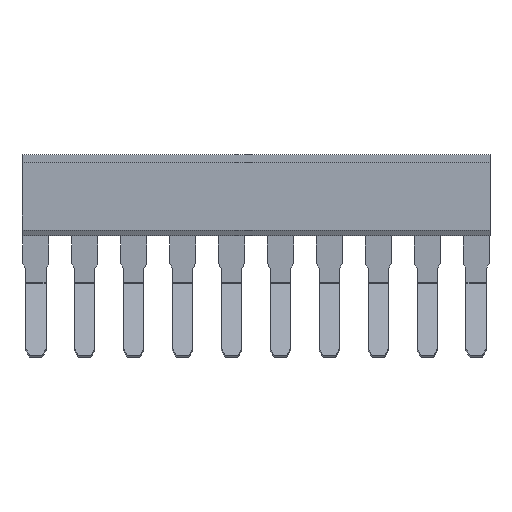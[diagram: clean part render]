
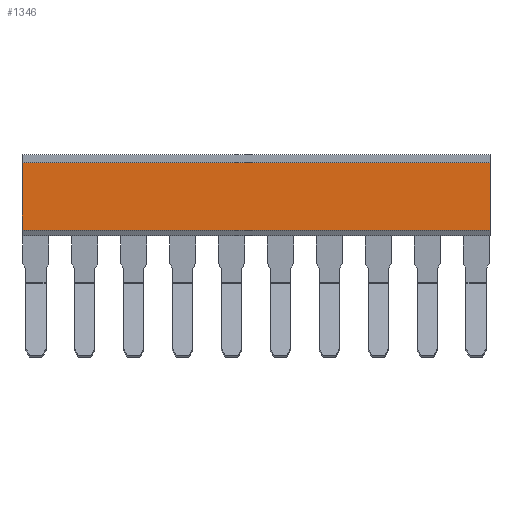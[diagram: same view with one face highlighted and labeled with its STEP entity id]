
A CAD part, top view. The second image highlights one B-rep face of the part: STEP entity #1346.
In plain terms, the highlighted planar face has unit normal (0, 0, 1).
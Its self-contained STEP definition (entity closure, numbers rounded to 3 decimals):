
#165 = DIRECTION ( 'NONE',  ( 0., 0., 1. ) ) ;
#359 = EDGE_CURVE ( 'NONE', #7008, #4929, #6154, .T. ) ;
#466 = ORIENTED_EDGE ( 'NONE', *, *, #359, .T. ) ;
#746 = PLANE ( 'NONE',  #5447 ) ;
#797 = CARTESIAN_POINT ( 'NONE',  ( -45.322, 16.76, 0.358 ) ) ;
#840 = VECTOR ( 'NONE', #1380, 1000. ) ;
#877 = VERTEX_POINT ( 'NONE', #6817 ) ;
#1187 = LINE ( 'NONE', #797, #840 ) ;
#1346 = ADVANCED_FACE ( 'NONE', ( #5282 ), #746, .T. ) ;
#1380 = DIRECTION ( 'NONE',  ( 1., 0., 0. ) ) ;
#1799 = DIRECTION ( 'NONE',  ( 0., -1., 0. ) ) ;
#1850 = DIRECTION ( 'NONE',  ( 1., 0., 0. ) ) ;
#3779 = LINE ( 'NONE', #5219, #6735 ) ;
#3893 = DIRECTION ( 'NONE',  ( 0., -1., 0. ) ) ;
#3957 = LINE ( 'NONE', #5278, #6895 ) ;
#3990 = ORIENTED_EDGE ( 'NONE', *, *, #6427, .T. ) ;
#4082 = EDGE_LOOP ( 'NONE', ( #4819, #5008, #466, #3990 ) ) ;
#4164 = CARTESIAN_POINT ( 'NONE',  ( 22.387, 16.76, 0.358 ) ) ;
#4237 = DIRECTION ( 'NONE',  ( 1., 0., 0. ) ) ;
#4441 = EDGE_CURVE ( 'NONE', #4651, #877, #3779, .T. ) ;
#4651 = VERTEX_POINT ( 'NONE', #4164 ) ;
#4819 = ORIENTED_EDGE ( 'NONE', *, *, #4441, .F. ) ;
#4929 = VERTEX_POINT ( 'NONE', #6588 ) ;
#5008 = ORIENTED_EDGE ( 'NONE', *, *, #6802, .F. ) ;
#5219 = CARTESIAN_POINT ( 'NONE',  ( 22.387, 16.76, 0.358 ) ) ;
#5278 = CARTESIAN_POINT ( 'NONE',  ( -45.322, 8.503, 0.358 ) ) ;
#5282 = FACE_OUTER_BOUND ( 'NONE', #4082, .T. ) ;
#5447 = AXIS2_PLACEMENT_3D ( 'NONE', #6446, #165, #4237 ) ;
#6058 = VECTOR ( 'NONE', #3893, 1000. ) ;
#6077 = CARTESIAN_POINT ( 'NONE',  ( -35.013, 16.76, 0.358 ) ) ;
#6154 = LINE ( 'NONE', #6077, #6058 ) ;
#6427 = EDGE_CURVE ( 'NONE', #4929, #877, #3957, .T. ) ;
#6446 = CARTESIAN_POINT ( 'NONE',  ( -45.322, 16.76, 0.358 ) ) ;
#6588 = CARTESIAN_POINT ( 'NONE',  ( -35.013, 8.503, 0.358 ) ) ;
#6625 = CARTESIAN_POINT ( 'NONE',  ( -35.013, 16.76, 0.358 ) ) ;
#6735 = VECTOR ( 'NONE', #1799, 1000. ) ;
#6802 = EDGE_CURVE ( 'NONE', #7008, #4651, #1187, .T. ) ;
#6817 = CARTESIAN_POINT ( 'NONE',  ( 22.387, 8.503, 0.358 ) ) ;
#6895 = VECTOR ( 'NONE', #1850, 1000. ) ;
#7008 = VERTEX_POINT ( 'NONE', #6625 ) ;
